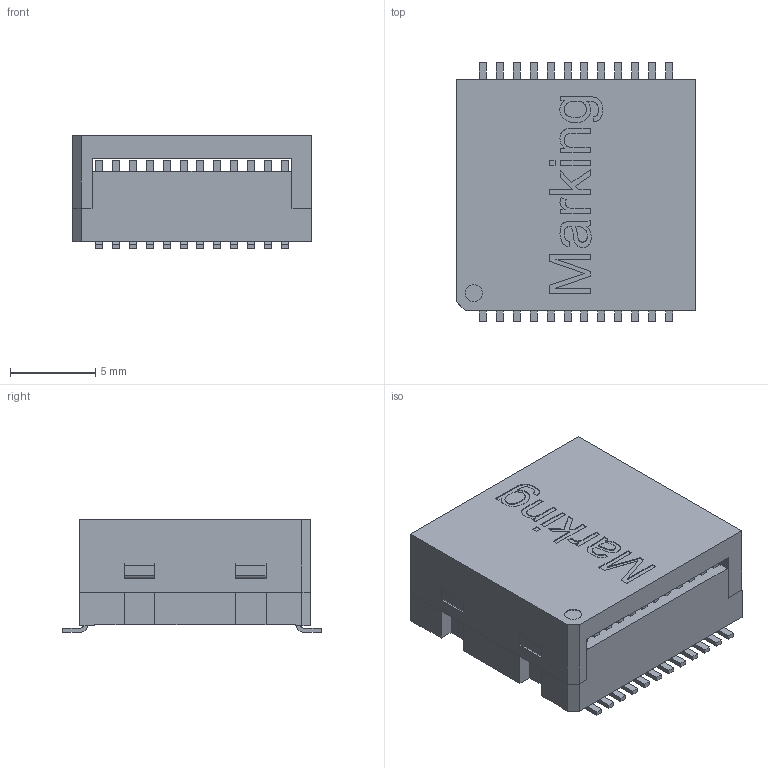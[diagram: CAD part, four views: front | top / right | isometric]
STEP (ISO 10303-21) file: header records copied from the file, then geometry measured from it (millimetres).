
FILE_DESCRIPTION( ( 'Unknown' ), '1' );
FILE_NAME( '749053012.stp', 'Unknown', ( 'Unknown' ), ( 'Unknown' ), 'PSStep 17.0.49', 'Unknown', ' ' );
FILE_SCHEMA( ( 'AUTOMOTIVE_DESIGN { 1 0 10303 214 1 1 1 1 }' ) );
Length unit declared in the file: millimetre
Products named in the file (51): Assem1; Case; Cover; Pins
Assembly tree (50 placements, depth 2):
  Assem1
    Case
    Case
    Case
    Case
    Case
    Case
    Case
    Case
    Case
    Case
    Case
    Case
    Case
    Case
    Case
    Case
    Case
    Case
    Case
    Case
    Case
    Case
    Case
    Case
    Case
    Cover
    Pins
    Pins
    Pins
    Pins
    Pins
    Pins
    Pins
    Pins
    Pins
    Pins
    Pins
    Pins
    Pins
    Pins
    Pins
    Pins
    Pins
    Pins
    Pins
    Pins
    Pins
    Pins
    Pins
    Pins
Bounding box: 13.97 x 15.11 x 6.6 mm (x, y, z)
Volume: 640.7 mm3; surface area: 1913.9 mm2
Topology: 50 solids, 50 shells, 812 faces, 2101 edges, 1396 vertices
Faces by surface type: plane 643, cylinder 153, extrusion 16
Full cylindrical faces by diameter (mm): 1 x1
Entity records: 32592 total; most frequent: CARTESIAN_POINT 5259, ORIENTED_EDGE 4198, DIRECTION 3991, EDGE_CURVE 2099, VECTOR 1685, LINE 1669, VERTEX_POINT 1396, AXIS2_PLACEMENT_3D 1153
